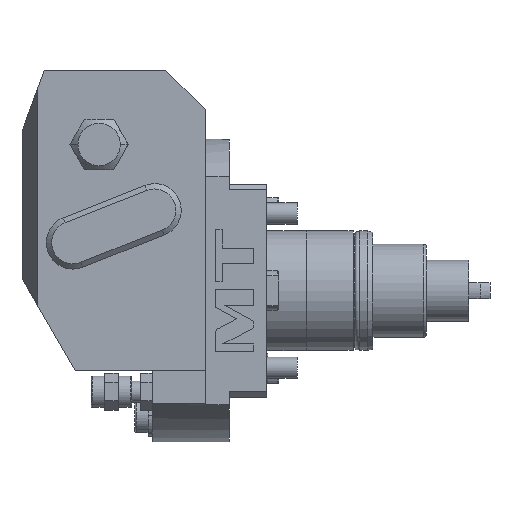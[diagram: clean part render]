
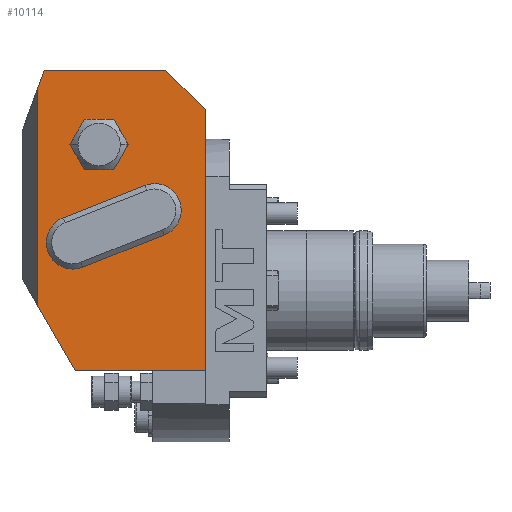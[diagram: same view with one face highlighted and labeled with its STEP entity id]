
A CAD part, front view. The second image highlights one B-rep face of the part: STEP entity #10114.
In plain terms, the highlighted planar face has unit normal (0, -1, 0).
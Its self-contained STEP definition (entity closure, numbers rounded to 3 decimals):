
#603=DIRECTION('',(0.,0.,-1.));
#604=VECTOR('',#603,98.);
#605=CARTESIAN_POINT('',(-23.,-67.,68.));
#606=LINE('',#605,#604);
#619=DIRECTION('',(-0.707,0.,0.707));
#620=VECTOR('',#619,21.213);
#621=CARTESIAN_POINT('',(-23.,-67.,68.));
#622=LINE('',#621,#620);
#631=DIRECTION('',(1.,0.,0.));
#632=VECTOR('',#631,45.629);
#633=CARTESIAN_POINT('',(-83.629,-67.,83.));
#634=LINE('',#633,#632);
#647=DIRECTION('',(-0.342,0.,-0.94));
#648=VECTOR('',#647,6.933);
#649=CARTESIAN_POINT('',(-83.629,-67.,83.));
#650=LINE('',#649,#648);
#687=DIRECTION('',(-0.5,0.,0.866));
#688=VECTOR('',#687,28.);
#689=CARTESIAN_POINT('',(-72.,-67.,-30.));
#690=LINE('',#689,#688);
#723=DIRECTION('',(-1.,0.,0.));
#724=VECTOR('',#723,49.);
#725=CARTESIAN_POINT('',(-23.,-67.,-30.));
#726=LINE('',#725,#724);
#3607=DIRECTION('',(0.,0.,-1.));
#3608=VECTOR('',#3607,82.236);
#3609=CARTESIAN_POINT('',(-86.,-67.,76.485));
#3610=LINE('',#3609,#3608);
#3611=CARTESIAN_POINT('',(-72.874,-67.,18.123));
#3612=DIRECTION('',(0.,1.,0.));
#3613=DIRECTION('',(0.368,0.,-0.93));
#3614=AXIS2_PLACEMENT_3D('',#3611,#3612,#3613);
#3616=DIRECTION('',(-0.93,0.,-0.368));
#3617=VECTOR('',#3616,33.069);
#3618=CARTESIAN_POINT('',(-38.445,-67.,20.987));
#3619=LINE('',#3618,#3617);
#3620=CARTESIAN_POINT('',(-42.123,-67.,30.286));
#3621=DIRECTION('',(0.,1.,0.));
#3622=DIRECTION('',(-0.368,0.,0.93));
#3623=AXIS2_PLACEMENT_3D('',#3620,#3621,#3622);
#3625=DIRECTION('',(0.93,0.,0.368));
#3626=VECTOR('',#3625,33.069);
#3627=CARTESIAN_POINT('',(-76.552,-67.,27.422));
#3628=LINE('',#3627,#3626);
#3697=CARTESIAN_POINT('',(-63.,-67.,55.));
#3698=DIRECTION('',(0.,1.,0.));
#3699=DIRECTION('',(-1.,0.,0.));
#3700=AXIS2_PLACEMENT_3D('',#3697,#3698,#3699);
#3702=CARTESIAN_POINT('',(-63.,-67.,55.));
#3703=DIRECTION('',(0.,1.,0.));
#3704=DIRECTION('',(1.,0.,0.));
#3705=AXIS2_PLACEMENT_3D('',#3702,#3703,#3704);
#5311=CARTESIAN_POINT('',(-69.196,-67.,8.824));
#5312=CARTESIAN_POINT('',(-76.552,-67.,27.422));
#5313=VERTEX_POINT('',#5311);
#5314=VERTEX_POINT('',#5312);
#5315=CARTESIAN_POINT('',(-45.801,-67.,39.585));
#5316=VERTEX_POINT('',#5315);
#5317=CARTESIAN_POINT('',(-38.445,-67.,20.987));
#5318=VERTEX_POINT('',#5317);
#5319=CARTESIAN_POINT('',(-23.,-67.,-30.));
#5320=CARTESIAN_POINT('',(-72.,-67.,-30.));
#5321=VERTEX_POINT('',#5319);
#5322=VERTEX_POINT('',#5320);
#5323=CARTESIAN_POINT('',(-83.629,-67.,83.));
#5324=CARTESIAN_POINT('',(-38.,-67.,83.));
#5325=VERTEX_POINT('',#5323);
#5326=VERTEX_POINT('',#5324);
#5327=CARTESIAN_POINT('',(-23.,-67.,68.));
#5328=VERTEX_POINT('',#5327);
#5346=CARTESIAN_POINT('',(-86.,-67.,-5.751));
#5348=VERTEX_POINT('',#5346);
#5351=CARTESIAN_POINT('',(-86.,-67.,76.485));
#5352=VERTEX_POINT('',#5351);
#5353=CARTESIAN_POINT('',(-69.,-67.,55.));
#5354=CARTESIAN_POINT('',(-57.,-67.,55.));
#5355=VERTEX_POINT('',#5353);
#5356=VERTEX_POINT('',#5354);
#10083=CARTESIAN_POINT('',(-53.5,-67.,0.));
#10084=DIRECTION('',(0.,-1.,0.));
#10085=DIRECTION('',(0.,0.,1.));
#10086=AXIS2_PLACEMENT_3D('',#10083,#10084,#10085);
#10087=PLANE('',#10086);
#10088=ORIENTED_EDGE('',*,*,#6595,.T.);
#10090=ORIENTED_EDGE('',*,*,#10089,.F.);
#10091=ORIENTED_EDGE('',*,*,#6555,.F.);
#10092=ORIENTED_EDGE('',*,*,#6540,.T.);
#10093=ORIENTED_EDGE('',*,*,#6523,.F.);
#10094=ORIENTED_EDGE('',*,*,#6506,.T.);
#10095=ORIENTED_EDGE('',*,*,#6627,.T.);
#10096=EDGE_LOOP('',(#10088,#10090,#10091,#10092,#10093,#10094,#10095));
#10097=FACE_OUTER_BOUND('',#10096,.F.);
#10099=ORIENTED_EDGE('',*,*,#10098,.F.);
#10101=ORIENTED_EDGE('',*,*,#10100,.F.);
#10103=ORIENTED_EDGE('',*,*,#10102,.F.);
#10105=ORIENTED_EDGE('',*,*,#10104,.F.);
#10106=EDGE_LOOP('',(#10099,#10101,#10103,#10105));
#10107=FACE_BOUND('',#10106,.F.);
#10109=ORIENTED_EDGE('',*,*,#10108,.F.);
#10111=ORIENTED_EDGE('',*,*,#10110,.F.);
#10112=EDGE_LOOP('',(#10109,#10111));
#10113=FACE_BOUND('',#10112,.F.);
#10114=ADVANCED_FACE('',(#10097,#10107,#10113),#10087,.T.);
#3615=CIRCLE('',#3614,10.);
#3624=CIRCLE('',#3623,10.);
#3701=CIRCLE('',#3700,6.);
#3706=CIRCLE('',#3705,6.);
#6506=EDGE_CURVE('',#5328,#5321,#606,.T.);
#6523=EDGE_CURVE('',#5328,#5326,#622,.T.);
#6540=EDGE_CURVE('',#5325,#5326,#634,.T.);
#6555=EDGE_CURVE('',#5325,#5352,#650,.T.);
#6595=EDGE_CURVE('',#5322,#5348,#690,.T.);
#6627=EDGE_CURVE('',#5321,#5322,#726,.T.);
#10089=EDGE_CURVE('',#5352,#5348,#3610,.T.);
#10098=EDGE_CURVE('',#5313,#5314,#3615,.T.);
#10100=EDGE_CURVE('',#5318,#5313,#3619,.T.);
#10102=EDGE_CURVE('',#5316,#5318,#3624,.T.);
#10104=EDGE_CURVE('',#5314,#5316,#3628,.T.);
#10108=EDGE_CURVE('',#5355,#5356,#3701,.T.);
#10110=EDGE_CURVE('',#5356,#5355,#3706,.T.);
